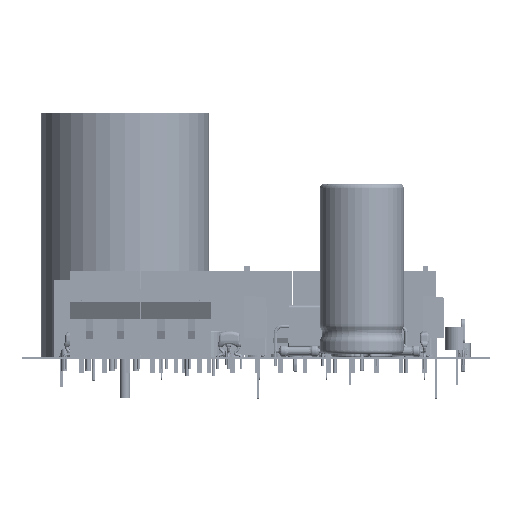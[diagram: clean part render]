
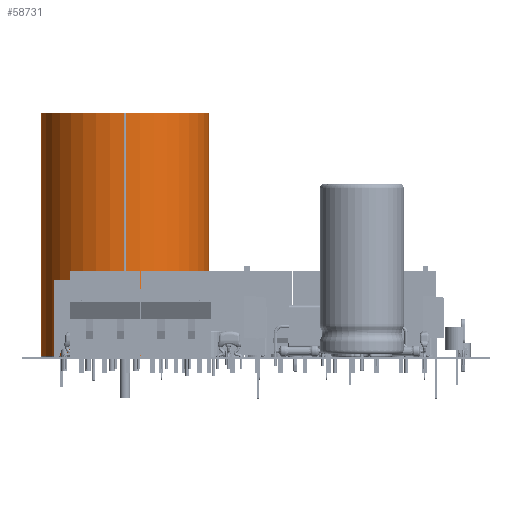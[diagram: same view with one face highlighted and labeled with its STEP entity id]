
A CAD part, left-side view. The second image highlights one B-rep face of the part: STEP entity #58731.
In plain terms, the highlighted cylindrical face has radius 17.996 mm (diameter 35.992 mm), a full revolution.
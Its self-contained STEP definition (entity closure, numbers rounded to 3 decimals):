
#58731 = ADVANCED_FACE('',(#58732),#58758,.T.);
#58732 = FACE_BOUND('',#58733,.T.);
#58733 = EDGE_LOOP('',(#58734,#58743,#58750,#58757));
#58734 = ORIENTED_EDGE('',*,*,#58735,.F.);
#58735 = EDGE_CURVE('',#58736,#58736,#58738,.T.);
#58736 = VERTEX_POINT('',#58737);
#58737 = CARTESIAN_POINT('',(-12.996,0.,51.994));
#58738 = CIRCLE('',#58739,17.996);
#58739 = AXIS2_PLACEMENT_3D('',#58740,#58741,#58742);
#58740 = CARTESIAN_POINT('',(5.,0.,51.994));
#58741 = DIRECTION('',(0.,0.,1.));
#58742 = DIRECTION('',(1.,0.,0.));
#58743 = ORIENTED_EDGE('',*,*,#58744,.F.);
#58744 = EDGE_CURVE('',#58745,#58736,#58747,.T.);
#58745 = VERTEX_POINT('',#58746);
#58746 = CARTESIAN_POINT('',(-12.996,0.,0.));
#58747 = B_SPLINE_CURVE_WITH_KNOTS('',1,(#58748,#58749),.UNSPECIFIED.,
  .F.,.F.,(2,2),(0.,51.994),.PIECEWISE_BEZIER_KNOTS.);
#58748 = CARTESIAN_POINT('',(-12.996,0.,0.));
#58749 = CARTESIAN_POINT('',(-12.996,0.,51.994));
#58750 = ORIENTED_EDGE('',*,*,#58751,.F.);
#58751 = EDGE_CURVE('',#58745,#58745,#58752,.T.);
#58752 = CIRCLE('',#58753,17.996);
#58753 = AXIS2_PLACEMENT_3D('',#58754,#58755,#58756);
#58754 = CARTESIAN_POINT('',(5.,0.,0.));
#58755 = DIRECTION('',(0.,0.,-1.));
#58756 = DIRECTION('',(1.,0.,0.));
#58757 = ORIENTED_EDGE('',*,*,#58744,.T.);
#58758 = CYLINDRICAL_SURFACE('',#58759,17.996);
#58759 = AXIS2_PLACEMENT_3D('',#58760,#58761,#58762);
#58760 = CARTESIAN_POINT('',(5.,0.,0.));
#58761 = DIRECTION('',(0.,0.,1.));
#58762 = DIRECTION('',(1.,0.,0.));
